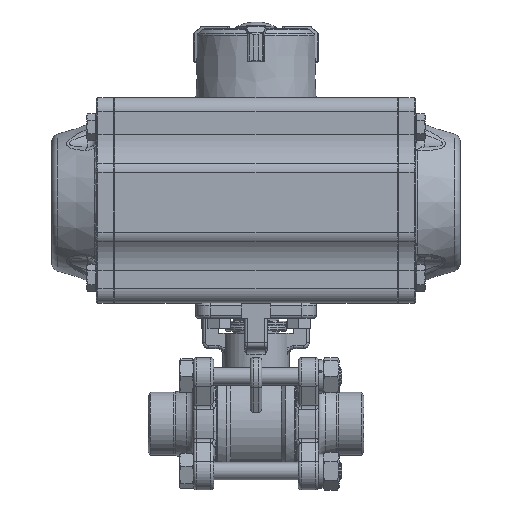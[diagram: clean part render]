
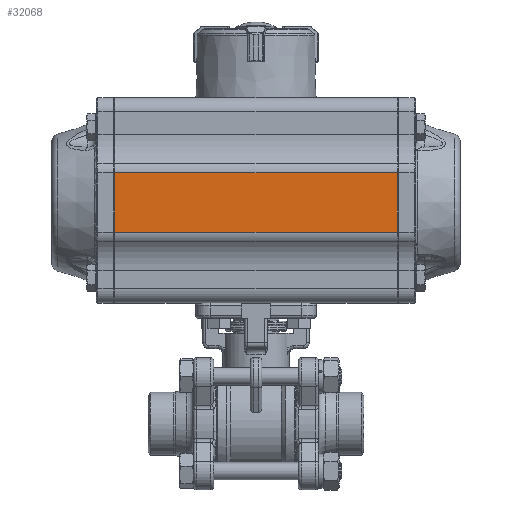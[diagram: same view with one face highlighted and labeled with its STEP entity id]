
A CAD part, top view. The second image highlights one B-rep face of the part: STEP entity #32068.
In plain terms, the highlighted face is planar.
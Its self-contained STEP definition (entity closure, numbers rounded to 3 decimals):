
#8154=ORIENTED_EDGE('',*,*,#13626,.F.);
#8155=ORIENTED_EDGE('',*,*,#13628,.T.);
#8156=ORIENTED_EDGE('',*,*,#13629,.T.);
#8157=ORIENTED_EDGE('',*,*,#13630,.T.);
#13626=EDGE_CURVE('',#16672,#16673,#18469,.T.);
#13628=EDGE_CURVE('',#16672,#16674,#18470,.T.);
#13629=EDGE_CURVE('',#16674,#16675,#18471,.T.);
#13630=EDGE_CURVE('',#16675,#16673,#18472,.T.);
#16672=VERTEX_POINT('',#67050);
#16673=VERTEX_POINT('',#67052);
#16674=VERTEX_POINT('',#67056);
#16675=VERTEX_POINT('',#67058);
#18469=LINE('',#67051,#20088);
#18470=LINE('',#67055,#20089);
#18471=LINE('',#67057,#20090);
#18472=LINE('',#67059,#20091);
#20088=VECTOR('',#39542,1000.);
#20089=VECTOR('',#39547,1000.);
#20090=VECTOR('',#39548,1000.);
#20091=VECTOR('',#39549,1000.);
#21852=EDGE_LOOP('',(#8154,#8155,#8156,#8157));
#23777=FACE_BOUND('',#21852,.T.);
#24885=PLANE('',#34329);
#32068=ADVANCED_FACE('',(#23777),#24885,.F.);
#34329=AXIS2_PLACEMENT_3D('',#67054,#39545,#39546);
#39542=DIRECTION('',(0.,0.,-1.));
#39545=DIRECTION('',(-1.,0.,0.));
#39546=DIRECTION('',(0.,0.,1.));
#39547=DIRECTION('',(0.,-1.,0.));
#39548=DIRECTION('',(0.,0.,-1.));
#39549=DIRECTION('',(0.,1.,0.));
#67050=CARTESIAN_POINT('',(29.5,10.363,49.2));
#67051=CARTESIAN_POINT('',(29.5,10.363,49.5));
#67052=CARTESIAN_POINT('',(29.5,10.363,-49.2));
#67054=CARTESIAN_POINT('',(29.5,-10.363,49.5));
#67055=CARTESIAN_POINT('',(29.5,-10.363,49.2));
#67056=CARTESIAN_POINT('',(29.5,-10.363,49.2));
#67057=CARTESIAN_POINT('',(29.5,-10.363,49.5));
#67058=CARTESIAN_POINT('',(29.5,-10.363,-49.2));
#67059=CARTESIAN_POINT('',(29.5,-10.363,-49.2));
